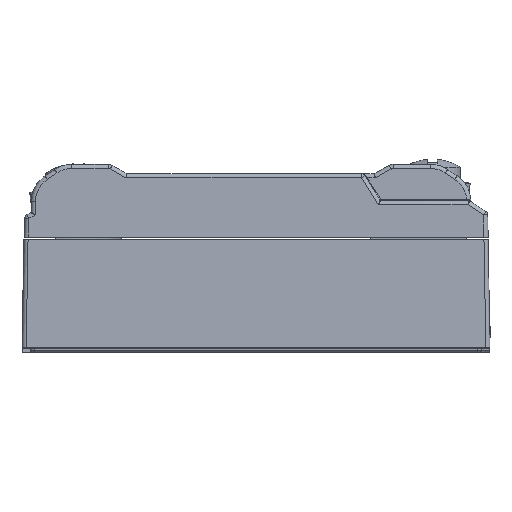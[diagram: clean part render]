
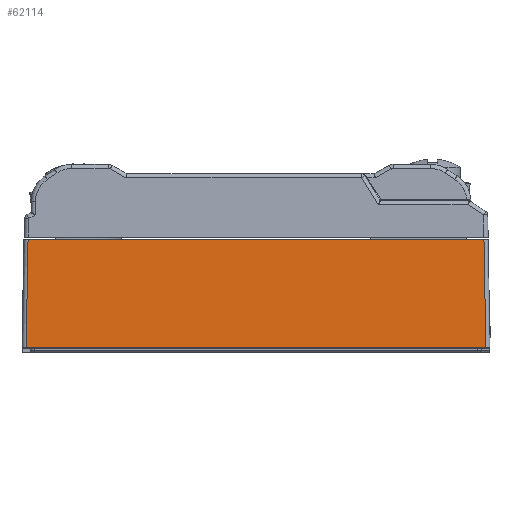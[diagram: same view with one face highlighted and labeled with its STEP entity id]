
A CAD part, top view. The second image highlights one B-rep face of the part: STEP entity #62114.
In plain terms, the highlighted planar face has unit normal (0, 0.018, 1).
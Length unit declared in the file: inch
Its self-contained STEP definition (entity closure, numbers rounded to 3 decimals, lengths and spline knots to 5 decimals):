
#3357 = LINE ( 'NONE', #56789, #28593 ) ;
#6731 = LINE ( 'NONE', #10117, #57173 ) ;
#7065 = ORIENTED_EDGE ( 'NONE', *, *, #20090, .T. ) ;
#8118 = EDGE_CURVE ( 'NONE', #47666, #10927, #29459, .T. ) ;
#10117 = CARTESIAN_POINT ( 'NONE',  ( 0.8013, 0.08098, 0.57361 ) ) ;
#10927 = VERTEX_POINT ( 'NONE', #18925 ) ;
#10993 = VERTEX_POINT ( 'NONE', #14459 ) ;
#12892 = CARTESIAN_POINT ( 'NONE',  ( -1.42871, 0.08098, 0.57361 ) ) ;
#13738 = ORIENTED_EDGE ( 'NONE', *, *, #8118, .F. ) ;
#14459 = CARTESIAN_POINT ( 'NONE',  ( 0.8013, 0.08098, 0.57361 ) ) ;
#15463 = ORIENTED_EDGE ( 'NONE', *, *, #18279, .T. ) ;
#18192 = FACE_OUTER_BOUND ( 'NONE', #46003, .T. ) ;
#18279 = EDGE_CURVE ( 'NONE', #47666, #24577, #3357, .T. ) ;
#18925 = CARTESIAN_POINT ( 'NONE',  ( 0.79222, 0.60098, 0.56453 ) ) ;
#20017 = PLANE ( 'NONE',  #49278 ) ;
#20090 = EDGE_CURVE ( 'NONE', #24577, #10993, #31041, .T. ) ;
#24577 = VERTEX_POINT ( 'NONE', #29830 ) ;
#25285 = CARTESIAN_POINT ( 'NONE',  ( -1.42871, 0.08098, 0.57361 ) ) ;
#28593 = VECTOR ( 'NONE', #61862, 39.37008 ) ;
#29459 = LINE ( 'NONE', #39032, #56289 ) ;
#29830 = CARTESIAN_POINT ( 'NONE',  ( -1.40871, 0.08098, 0.57361 ) ) ;
#30370 = DIRECTION ( 'NONE',  ( 0., -1., 0.017 ) ) ;
#31041 = LINE ( 'NONE', #12892, #56277 ) ;
#32945 = DIRECTION ( 'NONE',  ( 1., 0., 0. ) ) ;
#39032 = CARTESIAN_POINT ( 'NONE',  ( -1.24371, 0.60098, 0.56453 ) ) ;
#42594 = CARTESIAN_POINT ( 'NONE',  ( -1.39963, 0.60098, 0.56453 ) ) ;
#43176 = ORIENTED_EDGE ( 'NONE', *, *, #60462, .T. ) ;
#46003 = EDGE_LOOP ( 'NONE', ( #13738, #15463, #7065, #43176 ) ) ;
#47666 = VERTEX_POINT ( 'NONE', #42594 ) ;
#49278 = AXIS2_PLACEMENT_3D ( 'NONE', #25285, #60580, #30370 ) ;
#53775 = DIRECTION ( 'NONE',  ( 1., 0., 0. ) ) ;
#56277 = VECTOR ( 'NONE', #32945, 39.37008 ) ;
#56289 = VECTOR ( 'NONE', #53775, 39.37008 ) ;
#56789 = CARTESIAN_POINT ( 'NONE',  ( -1.39963, 0.60098, 0.56453 ) ) ;
#57173 = VECTOR ( 'NONE', #60610, 39.37008 ) ;
#60462 = EDGE_CURVE ( 'NONE', #10993, #10927, #6731, .T. ) ;
#60580 = DIRECTION ( 'NONE',  ( 0., 0.017, 1. ) ) ;
#60610 = DIRECTION ( 'NONE',  ( -0.017, 1., -0.017 ) ) ;
#61862 = DIRECTION ( 'NONE',  ( -0.017, -1., 0.017 ) ) ;
#62114 = ADVANCED_FACE ( 'NONE', ( #18192 ), #20017, .T. ) ;
